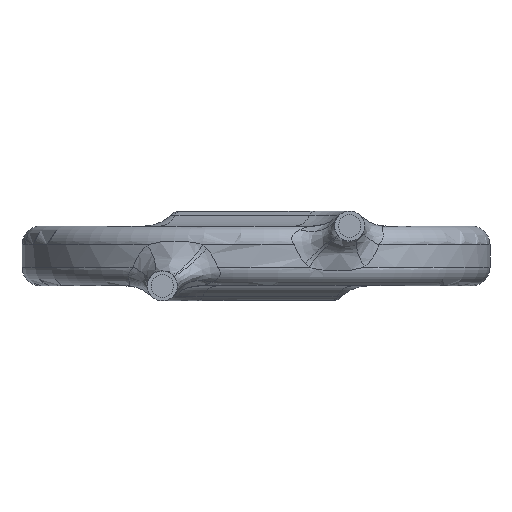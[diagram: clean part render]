
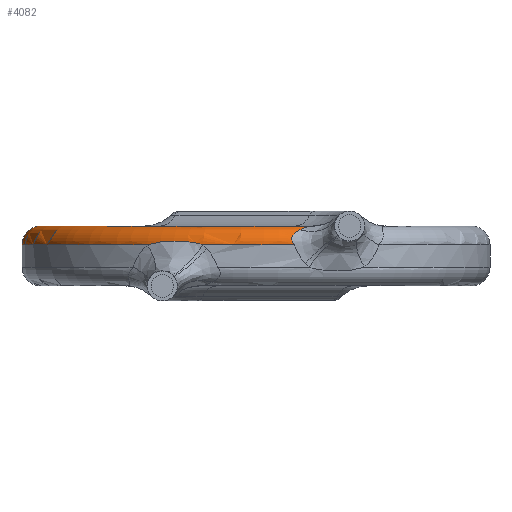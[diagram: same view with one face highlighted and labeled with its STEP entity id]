
A CAD part, front view. The second image highlights one B-rep face of the part: STEP entity #4082.
In plain terms, the highlighted toroidal (fillet/blend) face has major radius 5.75 mm and minor radius 0.5 mm.
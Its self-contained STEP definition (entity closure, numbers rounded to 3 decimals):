
#53 = EDGE_CURVE ( 'NONE', #815, #5096, #6081, .T. ) ;
#225 = CARTESIAN_POINT ( 'NONE',  ( -2.902, -5.536, 0.3 ) ) ;
#815 = VERTEX_POINT ( 'NONE', #8382 ) ;
#858 = AXIS2_PLACEMENT_3D ( 'NONE', #7730, #6073, #2743 ) ;
#904 = ORIENTED_EDGE ( 'NONE', *, *, #2871, .T. ) ;
#1046 = AXIS2_PLACEMENT_3D ( 'NONE', #10281, #6085, #9399 ) ;
#1109 = CARTESIAN_POINT ( 'NONE',  ( 0., 0., 0.3 ) ) ;
#1267 = B_SPLINE_CURVE_WITH_KNOTS ( 'NONE', 3,
 ( #225, #9339, #7799, #4866, #7639, #9450, #8630, #1874 ),
 .UNSPECIFIED., .F., .F.,
 ( 4, 2, 2, 4 ),
 ( 0., 0.001, 0.001, 0.002 ),
 .UNSPECIFIED. ) ;
#1275 = CARTESIAN_POINT ( 'NONE',  ( 0.976, -6.113, 0.536 ) ) ;
#1416 = CIRCLE ( 'NONE', #7602, 6.25 ) ;
#1724 = CARTESIAN_POINT ( 'NONE',  ( 0., 0., 0.3 ) ) ;
#1730 = VERTEX_POINT ( 'NONE', #10523 ) ;
#1793 = CARTESIAN_POINT ( 'NONE',  ( 1.237, -5.878, 0.732 ) ) ;
#1874 = CARTESIAN_POINT ( 'NONE',  ( -1.409, -6.089, 0.3 ) ) ;
#1891 = DIRECTION ( 'NONE',  ( 0., 0., -1. ) ) ;
#1943 = EDGE_CURVE ( 'NONE', #1730, #9414, #2449, .T. ) ;
#2090 = CARTESIAN_POINT ( 'NONE',  ( 0.954, -6.147, 0.47 ) ) ;
#2193 = CARTESIAN_POINT ( 'NONE',  ( -1.409, -6.089, 0.3 ) ) ;
#2256 = CIRCLE ( 'NONE', #858, 0.5 ) ;
#2449 = B_SPLINE_CURVE_WITH_KNOTS ( 'NONE', 3,
 ( #9667, #3645, #4530, #4635, #2090, #8858, #4584, #1275, #6147, #8024, #10339, #4685, #3700, #9510 ),
 .UNSPECIFIED., .F., .F.,
 ( 4, 2, 2, 1, 1, 2, 2, 4 ),
 ( 0., 0.25, 0.375, 0.437, 0.469, 0.484, 0.5, 1. ),
 .UNSPECIFIED. ) ;
#2666 = CIRCLE ( 'NONE', #7620, 5.75 ) ;
#2678 = DIRECTION ( 'NONE',  ( 0., 0., -1. ) ) ;
#2743 = DIRECTION ( 'NONE',  ( 0., 0., -1. ) ) ;
#2871 = EDGE_CURVE ( 'NONE', #815, #3167, #1267, .T. ) ;
#3167 = VERTEX_POINT ( 'NONE', #2193 ) ;
#3501 = TOROIDAL_SURFACE ( 'NONE', #1046, 5.75, 0.5 ) ;
#3536 = EDGE_CURVE ( 'NONE', #10762, #5096, #2256, .T. ) ;
#3558 = CARTESIAN_POINT ( 'NONE',  ( 1.424, -5.695, 0.788 ) ) ;
#3645 = CARTESIAN_POINT ( 'NONE',  ( 0.987, -6.172, 0.341 ) ) ;
#3700 = CARTESIAN_POINT ( 'NONE',  ( 1.085, -6.011, 0.657 ) ) ;
#3930 = ORIENTED_EDGE ( 'NONE', *, *, #5077, .T. ) ;
#4082 = ADVANCED_FACE ( 'NONE', ( #10167 ), #3501, .T. ) ;
#4389 = ORIENTED_EDGE ( 'NONE', *, *, #1943, .T. ) ;
#4450 = CARTESIAN_POINT ( 'NONE',  ( 1.302, -5.821, 0.755 ) ) ;
#4477 = DIRECTION ( 'NONE',  ( -1., 0., 0. ) ) ;
#4530 = CARTESIAN_POINT ( 'NONE',  ( 0.963, -6.17, 0.384 ) ) ;
#4584 = CARTESIAN_POINT ( 'NONE',  ( 0.967, -6.124, 0.518 ) ) ;
#4635 = CARTESIAN_POINT ( 'NONE',  ( 0.953, -6.155, 0.449 ) ) ;
#4685 = CARTESIAN_POINT ( 'NONE',  ( 1.021, -6.065, 0.605 ) ) ;
#4765 = ORIENTED_EDGE ( 'NONE', *, *, #53, .F. ) ;
#4866 = CARTESIAN_POINT ( 'NONE',  ( -2.043, -5.897, 0.4 ) ) ;
#5077 = EDGE_CURVE ( 'NONE', #9414, #10656, #10661, .T. ) ;
#5096 = VERTEX_POINT ( 'NONE', #8554 ) ;
#5279 = CARTESIAN_POINT ( 'NONE',  ( -5.75, 0., 0.8 ) ) ;
#5333 = CARTESIAN_POINT ( 'NONE',  ( 1.52, -5.545, 0.8 ) ) ;
#5685 = CARTESIAN_POINT ( 'NONE',  ( 1.52, -5.545, 0.8 ) ) ;
#6073 = DIRECTION ( 'NONE',  ( 0., -1., 0. ) ) ;
#6081 = CIRCLE ( 'NONE', #7130, 6.25 ) ;
#6085 = DIRECTION ( 'NONE',  ( 0., 0., -1. ) ) ;
#6116 = CARTESIAN_POINT ( 'NONE',  ( 1.174, -5.933, 0.701 ) ) ;
#6147 = CARTESIAN_POINT ( 'NONE',  ( 0.981, -6.108, 0.544 ) ) ;
#6885 = CARTESIAN_POINT ( 'NONE',  ( 1.483, -5.628, 0.8 ) ) ;
#6992 = EDGE_CURVE ( 'NONE', #1730, #3167, #1416, .T. ) ;
#6995 = ORIENTED_EDGE ( 'NONE', *, *, #3536, .T. ) ;
#7130 = AXIS2_PLACEMENT_3D ( 'NONE', #1724, #2678, #10085 ) ;
#7602 = AXIS2_PLACEMENT_3D ( 'NONE', #1109, #7856, #4477 ) ;
#7620 = AXIS2_PLACEMENT_3D ( 'NONE', #8655, #1891, #10350 ) ;
#7639 = CARTESIAN_POINT ( 'NONE',  ( -1.916, -5.942, 0.393 ) ) ;
#7730 = CARTESIAN_POINT ( 'NONE',  ( -5.75, 0., 0.3 ) ) ;
#7774 = CARTESIAN_POINT ( 'NONE',  ( 1.174, -5.933, 0.701 ) ) ;
#7799 = CARTESIAN_POINT ( 'NONE',  ( -2.422, -5.757, 0.399 ) ) ;
#7801 = ORIENTED_EDGE ( 'NONE', *, *, #6992, .F. ) ;
#7856 = DIRECTION ( 'NONE',  ( 0., 0., -1. ) ) ;
#8024 = CARTESIAN_POINT ( 'NONE',  ( 0.984, -6.105, 0.549 ) ) ;
#8382 = CARTESIAN_POINT ( 'NONE',  ( -2.902, -5.536, 0.3 ) ) ;
#8554 = CARTESIAN_POINT ( 'NONE',  ( -6.25, 0., 0.3 ) ) ;
#8630 = CARTESIAN_POINT ( 'NONE',  ( -1.535, -6.06, 0.338 ) ) ;
#8655 = CARTESIAN_POINT ( 'NONE',  ( 0., 0., 0.8 ) ) ;
#8776 = ORIENTED_EDGE ( 'NONE', *, *, #10432, .T. ) ;
#8858 = CARTESIAN_POINT ( 'NONE',  ( 0.962, -6.133, 0.502 ) ) ;
#8863 = EDGE_LOOP ( 'NONE', ( #8776, #6995, #4765, #904, #7801, #4389, #3930 ) ) ;
#9339 = CARTESIAN_POINT ( 'NONE',  ( -2.671, -5.656, 0.37 ) ) ;
#9399 = DIRECTION ( 'NONE',  ( -1., 0., 0. ) ) ;
#9414 = VERTEX_POINT ( 'NONE', #6116 ) ;
#9450 = CARTESIAN_POINT ( 'NONE',  ( -1.662, -6.023, 0.362 ) ) ;
#9510 = CARTESIAN_POINT ( 'NONE',  ( 1.174, -5.933, 0.701 ) ) ;
#9667 = CARTESIAN_POINT ( 'NONE',  ( 1.028, -6.165, 0.3 ) ) ;
#10085 = DIRECTION ( 'NONE',  ( -1., 0., 0. ) ) ;
#10167 = FACE_OUTER_BOUND ( 'NONE', #8863, .T. ) ;
#10281 = CARTESIAN_POINT ( 'NONE',  ( 0., 0., 0.3 ) ) ;
#10339 = CARTESIAN_POINT ( 'NONE',  ( 0.986, -6.103, 0.552 ) ) ;
#10350 = DIRECTION ( 'NONE',  ( -1., 0., 0. ) ) ;
#10432 = EDGE_CURVE ( 'NONE', #10656, #10762, #2666, .T. ) ;
#10523 = CARTESIAN_POINT ( 'NONE',  ( 1.028, -6.165, 0.3 ) ) ;
#10656 = VERTEX_POINT ( 'NONE', #5685 ) ;
#10661 = B_SPLINE_CURVE_WITH_KNOTS ( 'NONE', 3,
 ( #7774, #1793, #4450, #3558, #6885, #5333 ),
 .UNSPECIFIED., .F., .F.,
 ( 4, 2, 4 ),
 ( 0.004, 0.004, 0.005 ),
 .UNSPECIFIED. ) ;
#10762 = VERTEX_POINT ( 'NONE', #5279 ) ;
